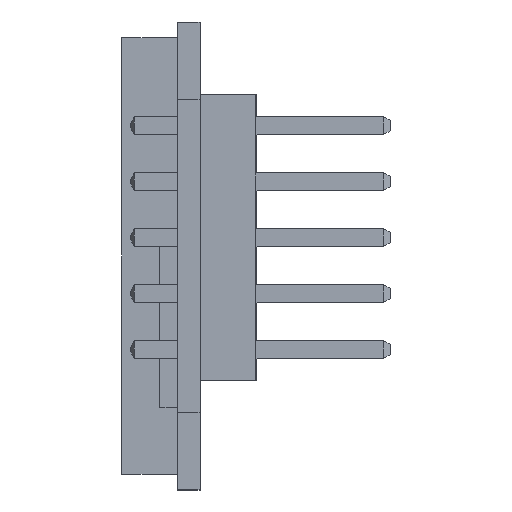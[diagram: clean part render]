
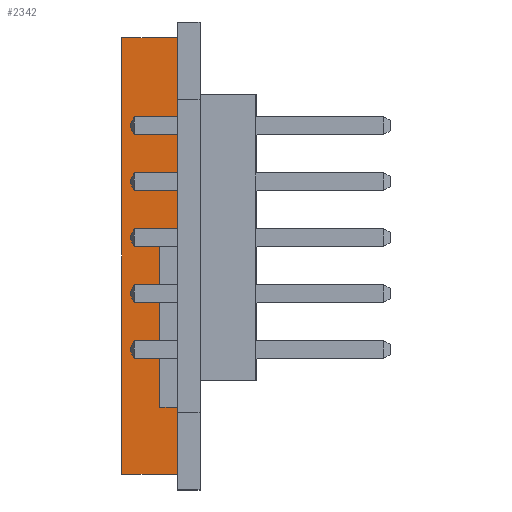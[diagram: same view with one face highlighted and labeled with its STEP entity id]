
A CAD part, left-side view. The second image highlights one B-rep face of the part: STEP entity #2342.
In plain terms, the highlighted planar face has unit normal (-1, 0, 0).
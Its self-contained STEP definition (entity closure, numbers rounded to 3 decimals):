
#59 = EDGE_CURVE ( 'NONE', #3435, #3851, #2403, .T. ) ;
#99 = VECTOR ( 'NONE', #5448, 1000. ) ;
#423 = VECTOR ( 'NONE', #834, 1000. ) ;
#675 = EDGE_LOOP ( 'NONE', ( #859, #4041, #5544, #1297 ) ) ;
#834 = DIRECTION ( 'NONE',  ( 0., 0., 1. ) ) ;
#859 = ORIENTED_EDGE ( 'NONE', *, *, #1047, .T. ) ;
#926 = VERTEX_POINT ( 'NONE', #1777 ) ;
#959 = CARTESIAN_POINT ( 'NONE',  ( -29.6, 3.5, 9.75 ) ) ;
#998 = DIRECTION ( 'NONE',  ( 0., 0., -1. ) ) ;
#1047 = EDGE_CURVE ( 'NONE', #926, #3851, #4990, .T. ) ;
#1297 = ORIENTED_EDGE ( 'NONE', *, *, #2882, .T. ) ;
#1750 = DIRECTION ( 'NONE',  ( 1., 0., 0. ) ) ;
#1777 = CARTESIAN_POINT ( 'NONE',  ( -29.6, 1., -9.75 ) ) ;
#1837 = CARTESIAN_POINT ( 'NONE',  ( -29.6, 3.5, 9.75 ) ) ;
#1872 = CARTESIAN_POINT ( 'NONE',  ( -29.6, 3.5, -9.75 ) ) ;
#2065 = DIRECTION ( 'NONE',  ( 0., 0., 1. ) ) ;
#2342 = ADVANCED_FACE ( 'NONE', ( #2502 ), #3758, .F. ) ;
#2403 = LINE ( 'NONE', #1837, #4639 ) ;
#2429 = LINE ( 'NONE', #2768, #99 ) ;
#2502 = FACE_OUTER_BOUND ( 'NONE', #675, .T. ) ;
#2768 = CARTESIAN_POINT ( 'NONE',  ( -29.6, 3.5, -9.75 ) ) ;
#2882 = EDGE_CURVE ( 'NONE', #5529, #926, #2429, .T. ) ;
#2956 = CARTESIAN_POINT ( 'NONE',  ( -29.6, 1., 9.75 ) ) ;
#3435 = VERTEX_POINT ( 'NONE', #959 ) ;
#3456 = LINE ( 'NONE', #3844, #5686 ) ;
#3758 = PLANE ( 'NONE',  #5142 ) ;
#3771 = EDGE_CURVE ( 'NONE', #5529, #3435, #3456, .T. ) ;
#3844 = CARTESIAN_POINT ( 'NONE',  ( -29.6, 3.5, -9.75 ) ) ;
#3851 = VERTEX_POINT ( 'NONE', #2956 ) ;
#4041 = ORIENTED_EDGE ( 'NONE', *, *, #59, .F. ) ;
#4305 = CARTESIAN_POINT ( 'NONE',  ( -29.6, 1., -9.75 ) ) ;
#4504 = DIRECTION ( 'NONE',  ( 0., -1., 0. ) ) ;
#4639 = VECTOR ( 'NONE', #4504, 1000. ) ;
#4920 = CARTESIAN_POINT ( 'NONE',  ( -29.6, 3.5, -9.75 ) ) ;
#4990 = LINE ( 'NONE', #4305, #423 ) ;
#5142 = AXIS2_PLACEMENT_3D ( 'NONE', #4920, #1750, #998 ) ;
#5448 = DIRECTION ( 'NONE',  ( 0., -1., 0. ) ) ;
#5529 = VERTEX_POINT ( 'NONE', #1872 ) ;
#5544 = ORIENTED_EDGE ( 'NONE', *, *, #3771, .F. ) ;
#5686 = VECTOR ( 'NONE', #2065, 1000. ) ;
